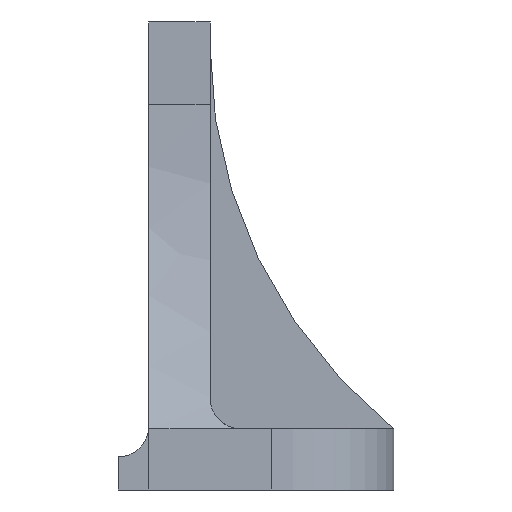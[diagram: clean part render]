
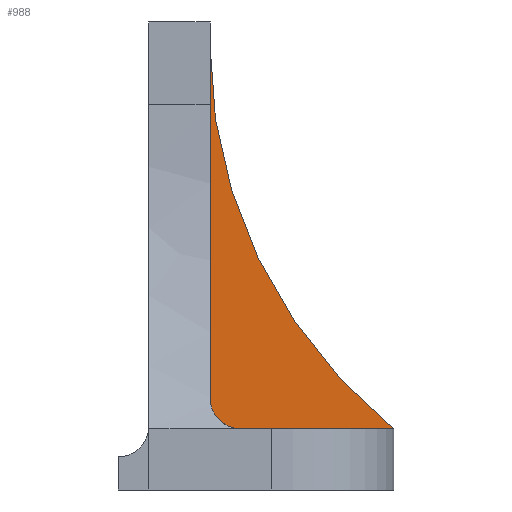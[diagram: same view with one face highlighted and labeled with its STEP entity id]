
A CAD part, front view. The second image highlights one B-rep face of the part: STEP entity #988.
In plain terms, the highlighted planar face has unit normal (0, -1, 0).
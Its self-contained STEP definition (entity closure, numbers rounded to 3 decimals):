
#81=CIRCLE('',#1083,40.);
#82=CIRCLE('',#1085,2.5);
#160=FACE_OUTER_BOUND('',#226,.T.);
#226=EDGE_LOOP('',(#769,#770,#771,#772,#773));
#321=LINE('',#1732,#392);
#322=LINE('',#1734,#393);
#323=LINE('',#1735,#394);
#392=VECTOR('',#1292,10.);
#393=VECTOR('',#1293,10.);
#394=VECTOR('',#1294,10.);
#469=VERTEX_POINT('',#1711);
#474=VERTEX_POINT('',#1725);
#475=VERTEX_POINT('',#1729);
#476=VERTEX_POINT('',#1730);
#477=VERTEX_POINT('',#1733);
#586=EDGE_CURVE('',#474,#469,#81,.F.);
#588=EDGE_CURVE('',#475,#476,#82,.T.);
#589=EDGE_CURVE('',#469,#476,#321,.T.);
#590=EDGE_CURVE('',#477,#474,#322,.T.);
#591=EDGE_CURVE('',#475,#477,#323,.T.);
#769=ORIENTED_EDGE('',*,*,#588,.T.);
#770=ORIENTED_EDGE('',*,*,#589,.F.);
#771=ORIENTED_EDGE('',*,*,#586,.F.);
#772=ORIENTED_EDGE('',*,*,#590,.F.);
#773=ORIENTED_EDGE('',*,*,#591,.F.);
#952=PLANE('',#1084);
#988=ADVANCED_FACE('',(#160),#952,.T.);
#1083=AXIS2_PLACEMENT_3D('',#1726,#1285,#1286);
#1084=AXIS2_PLACEMENT_3D('',#1728,#1288,#1289);
#1085=AXIS2_PLACEMENT_3D('',#1731,#1290,#1291);
#1285=DIRECTION('center_axis',(0.,1.,0.));
#1286=DIRECTION('ref_axis',(-1.,0.,0.));
#1288=DIRECTION('center_axis',(0.,-1.,0.));
#1289=DIRECTION('ref_axis',(0.,0.,
-1.));
#1290=DIRECTION('center_axis',(0.,-1.,0.));
#1291=DIRECTION('ref_axis',(-1.,0.,0.));
#1292=DIRECTION('',(-1.,0.,0.));
#1293=DIRECTION('',(0.,0.,1.));
#1294=DIRECTION('',(0.,0.,1.));
#1711=CARTESIAN_POINT('',(45.003,-6.771,-1.945));
#1725=CARTESIAN_POINT('',(30.003,-6.771,29.28));
#1726=CARTESIAN_POINT('Origin',(70.003,-6.771,29.28));
#1728=CARTESIAN_POINT('Origin',(23.003,-6.771,17.155));
#1729=CARTESIAN_POINT('',(30.003,-6.771,0.555));
#1730=CARTESIAN_POINT('',(32.503,-6.771,-1.945));
#1731=CARTESIAN_POINT('Origin',(32.503,-6.771,0.555));
#1732=CARTESIAN_POINT('',(34.003,-6.771,-1.945));
#1733=CARTESIAN_POINT('',(30.003,-6.771,6.755));
#1734=CARTESIAN_POINT('',(30.003,-6.771,7.605));
#1735=CARTESIAN_POINT('',(30.003,-6.771,7.605));
